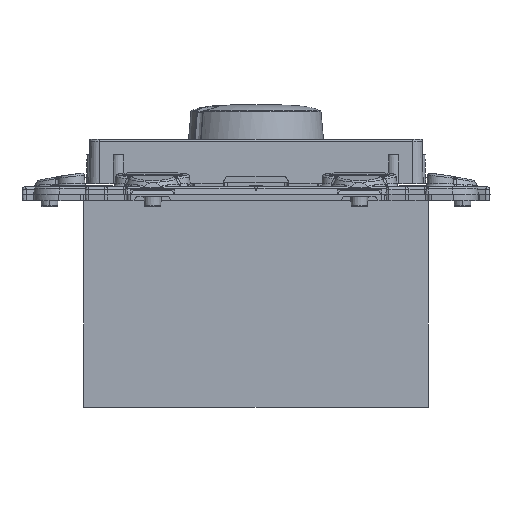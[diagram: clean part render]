
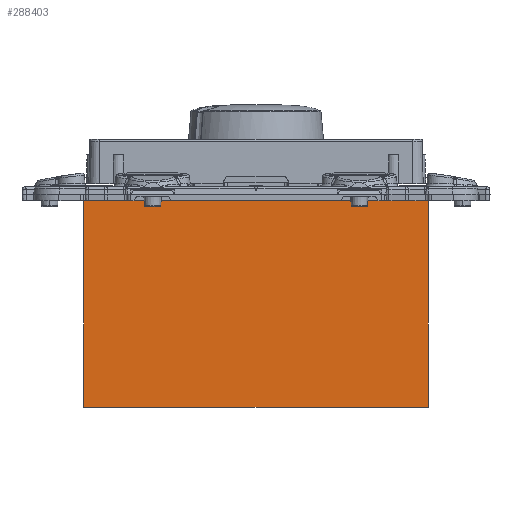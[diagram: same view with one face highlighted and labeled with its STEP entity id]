
A CAD part, left-side view. The second image highlights one B-rep face of the part: STEP entity #288403.
In plain terms, the highlighted planar face has unit normal (-1, 0, 0).
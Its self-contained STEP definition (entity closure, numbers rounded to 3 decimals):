
#288376=AXIS2_PLACEMENT_3D('Plane Axis2P3D',#288373,#288374,#288375) ;
#9990=CARTESIAN_POINT('Vertex',(-27.5,9.38,0.)) ;
#9997=CARTESIAN_POINT('Vertex',(-27.5,4.117,0.)) ;
#11967=CARTESIAN_POINT('Line Origine',(-27.5,-11.692,0.)) ;
#11971=CARTESIAN_POINT('Vertex',(-27.5,-27.5,0.)) ;
#12007=CARTESIAN_POINT('Vertex',(-27.5,27.5,0.)) ;
#12010=CARTESIAN_POINT('Line Origine',(-27.5,18.44,0.)) ;
#288346=CARTESIAN_POINT('Vertex',(-27.5,27.5,-33.)) ;
#288349=CARTESIAN_POINT('Line Origine',(-27.5,27.5,-16.5)) ;
#288373=CARTESIAN_POINT('Axis2P3D Location',(-27.5,-27.5,0.)) ;
#288378=CARTESIAN_POINT('Line Origine',(-27.5,0.,-33.)) ;
#288382=CARTESIAN_POINT('Vertex',(-27.5,-27.5,-33.)) ;
#288385=CARTESIAN_POINT('Line Origine',(-27.5,-27.5,-16.5)) ;
#288390=CARTESIAN_POINT('Line Origine',(-27.5,6.749,0.)) ;
#11968=DIRECTION('Vector Direction',(0.,1.,0.)) ;
#12011=DIRECTION('Vector Direction',(0.,1.,0.)) ;
#288350=DIRECTION('Vector Direction',(0.,0.,-1.)) ;
#288374=DIRECTION('Axis2P3D Direction',(-1.,0.,0.)) ;
#288375=DIRECTION('Axis2P3D XDirection',(0.,1.,0.)) ;
#288379=DIRECTION('Vector Direction',(0.,1.,0.)) ;
#288386=DIRECTION('Vector Direction',(0.,0.,-1.)) ;
#288391=DIRECTION('Vector Direction',(0.,1.,0.)) ;
#11969=VECTOR('Line Direction',#11968,1.) ;
#12012=VECTOR('Line Direction',#12011,1.) ;
#288351=VECTOR('Line Direction',#288350,1.) ;
#288380=VECTOR('Line Direction',#288379,1.) ;
#288387=VECTOR('Line Direction',#288386,1.) ;
#288392=VECTOR('Line Direction',#288391,1.) ;
#288396=ORIENTED_EDGE('',*,*,#288384,.T.) ;
#288397=ORIENTED_EDGE('',*,*,#288389,.F.) ;
#288398=ORIENTED_EDGE('',*,*,#11973,.F.) ;
#288399=ORIENTED_EDGE('',*,*,#288394,.F.) ;
#288400=ORIENTED_EDGE('',*,*,#12014,.F.) ;
#288401=ORIENTED_EDGE('',*,*,#288353,.T.) ;
#288403=ADVANCED_FACE('PartBody',(#288402),#288377,.T.) ;
#11973=EDGE_CURVE('',#9998,#11972,#11970,.F.) ;
#12014=EDGE_CURVE('',#12008,#9991,#12013,.F.) ;
#288353=EDGE_CURVE('',#12008,#288347,#288352,.T.) ;
#288384=EDGE_CURVE('',#288347,#288383,#288381,.F.) ;
#288389=EDGE_CURVE('',#11972,#288383,#288388,.T.) ;
#288394=EDGE_CURVE('',#9991,#9998,#288393,.F.) ;
#288395=EDGE_LOOP('',(#288396,#288397,#288398,#288399,#288400,#288401)) ;
#288402=FACE_OUTER_BOUND('',#288395,.T.) ;
#11970=LINE('Line',#11967,#11969) ;
#12013=LINE('Line',#12010,#12012) ;
#288352=LINE('Line',#288349,#288351) ;
#288381=LINE('Line',#288378,#288380) ;
#288388=LINE('Line',#288385,#288387) ;
#288393=LINE('Line',#288390,#288392) ;
#288377=PLANE('',#288376) ;
#9991=VERTEX_POINT('',#9990) ;
#9998=VERTEX_POINT('',#9997) ;
#11972=VERTEX_POINT('',#11971) ;
#12008=VERTEX_POINT('',#12007) ;
#288347=VERTEX_POINT('',#288346) ;
#288383=VERTEX_POINT('',#288382) ;
